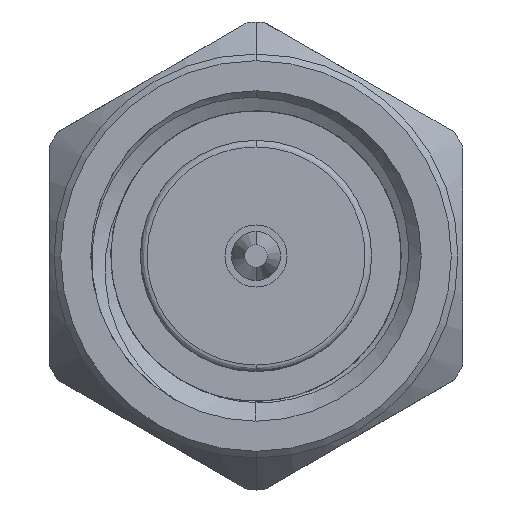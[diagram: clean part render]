
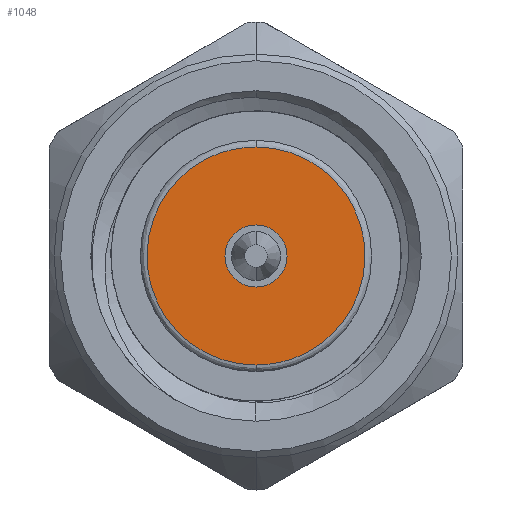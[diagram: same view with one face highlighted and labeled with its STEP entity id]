
A CAD part, left-side view. The second image highlights one B-rep face of the part: STEP entity #1048.
In plain terms, the highlighted planar face has unit normal (-1, 0, 0).
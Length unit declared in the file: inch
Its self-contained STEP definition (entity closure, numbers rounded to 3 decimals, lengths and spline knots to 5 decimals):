
#227 = CARTESIAN_POINT ( 'NONE',  ( 0.1, 0., 0.0825 ) ) ;
#290 = CIRCLE ( 'NONE', #1385, 0.0235 ) ;
#464 = ORIENTED_EDGE ( 'NONE', *, *, #1375, .F. ) ;
#596 = CARTESIAN_POINT ( 'NONE',  ( 0.1, 0., 0.0825 ) ) ;
#882 = CARTESIAN_POINT ( 'NONE',  ( 0.1, 0., -0.0825 ) ) ;
#930 = AXIS2_PLACEMENT_3D ( 'NONE', #3867, #1900, #2517 ) ;
#1048 = ADVANCED_FACE ( 'NONE', ( #3125, #3896 ), #4053, .F. ) ;
#1082 = EDGE_LOOP ( 'NONE', ( #464, #2781 ) ) ;
#1161 = CIRCLE ( 'NONE', #930, 0.0235 ) ;
#1173 = DIRECTION ( 'NONE',  ( 0., 0., -1. ) ) ;
#1267 = CARTESIAN_POINT ( 'NONE',  ( 0.1, -0.165, -0.0825 ) ) ;
#1360 = DIRECTION ( 'NONE',  ( -1., 0., 0. ) ) ;
#1375 = EDGE_CURVE ( 'NONE', #3803, #2477, #290, .T. ) ;
#1385 = AXIS2_PLACEMENT_3D ( 'NONE', #3044, #1360, #3988 ) ;
#1520 =( BOUNDED_CURVE ( )  B_SPLINE_CURVE ( 3, ( #227, #4228, #1267, #2569 ),
 .UNSPECIFIED., .F., .F. ) 
 B_SPLINE_CURVE_WITH_KNOTS ( ( 4, 4 ),
 ( 0., 1. ),
 .UNSPECIFIED. ) 
 CURVE ( )  GEOMETRIC_REPRESENTATION_ITEM ( )  RATIONAL_B_SPLINE_CURVE ( ( 1., 0.333, 0.333, 1. ) ) 
 REPRESENTATION_ITEM ( '' )  );
#1527 = CARTESIAN_POINT ( 'NONE',  ( 0.1, 0., 0. ) ) ;
#1781 = VERTEX_POINT ( 'NONE', #596 ) ;
#1869 = CARTESIAN_POINT ( 'NONE',  ( 0.1, 0.165, -0.0825 ) ) ;
#1900 = DIRECTION ( 'NONE',  ( -1., 0., 0. ) ) ;
#1956 = AXIS2_PLACEMENT_3D ( 'NONE', #1527, #3812, #1173 ) ;
#2146 = CARTESIAN_POINT ( 'NONE',  ( 0.1, 0., -0.0235 ) ) ;
#2216 = CARTESIAN_POINT ( 'NONE',  ( 0.1, 0., 0.0825 ) ) ;
#2464 = ORIENTED_EDGE ( 'NONE', *, *, #4225, .F. ) ;
#2477 = VERTEX_POINT ( 'NONE', #3997 ) ;
#2517 = DIRECTION ( 'NONE',  ( 0., 0., -1. ) ) ;
#2569 = CARTESIAN_POINT ( 'NONE',  ( 0.1, 0., -0.0825 ) ) ;
#2781 = ORIENTED_EDGE ( 'NONE', *, *, #3417, .F. ) ;
#2839 = CARTESIAN_POINT ( 'NONE',  ( 0.1, 0., -0.0825 ) ) ;
#3044 = CARTESIAN_POINT ( 'NONE',  ( 0.1, 0., 0. ) ) ;
#3125 = FACE_BOUND ( 'NONE', #1082, .T. ) ;
#3155 =( BOUNDED_CURVE ( )  B_SPLINE_CURVE ( 3, ( #2839, #1869, #4215, #2216 ),
 .UNSPECIFIED., .F., .T. ) 
 B_SPLINE_CURVE_WITH_KNOTS ( ( 4, 4 ),
 ( 0., 1. ),
 .UNSPECIFIED. ) 
 CURVE ( )  GEOMETRIC_REPRESENTATION_ITEM ( )  RATIONAL_B_SPLINE_CURVE ( ( 1., 0.333, 0.333, 1. ) ) 
 REPRESENTATION_ITEM ( '' )  );
#3223 = EDGE_LOOP ( 'NONE', ( #3797, #2464 ) ) ;
#3417 = EDGE_CURVE ( 'NONE', #2477, #3803, #1161, .T. ) ;
#3553 = EDGE_CURVE ( 'NONE', #4230, #1781, #3155, .T. ) ;
#3797 = ORIENTED_EDGE ( 'NONE', *, *, #3553, .F. ) ;
#3803 = VERTEX_POINT ( 'NONE', #2146 ) ;
#3812 = DIRECTION ( 'NONE',  ( 1., 0., 0. ) ) ;
#3867 = CARTESIAN_POINT ( 'NONE',  ( 0.1, 0., 0. ) ) ;
#3896 = FACE_OUTER_BOUND ( 'NONE', #3223, .T. ) ;
#3988 = DIRECTION ( 'NONE',  ( 0., 0., -1. ) ) ;
#3997 = CARTESIAN_POINT ( 'NONE',  ( 0.1, 0., 0.0235 ) ) ;
#4053 = PLANE ( 'NONE',  #1956 ) ;
#4215 = CARTESIAN_POINT ( 'NONE',  ( 0.1, 0.165, 0.0825 ) ) ;
#4225 = EDGE_CURVE ( 'NONE', #1781, #4230, #1520, .T. ) ;
#4228 = CARTESIAN_POINT ( 'NONE',  ( 0.1, -0.165, 0.0825 ) ) ;
#4230 = VERTEX_POINT ( 'NONE', #882 ) ;
